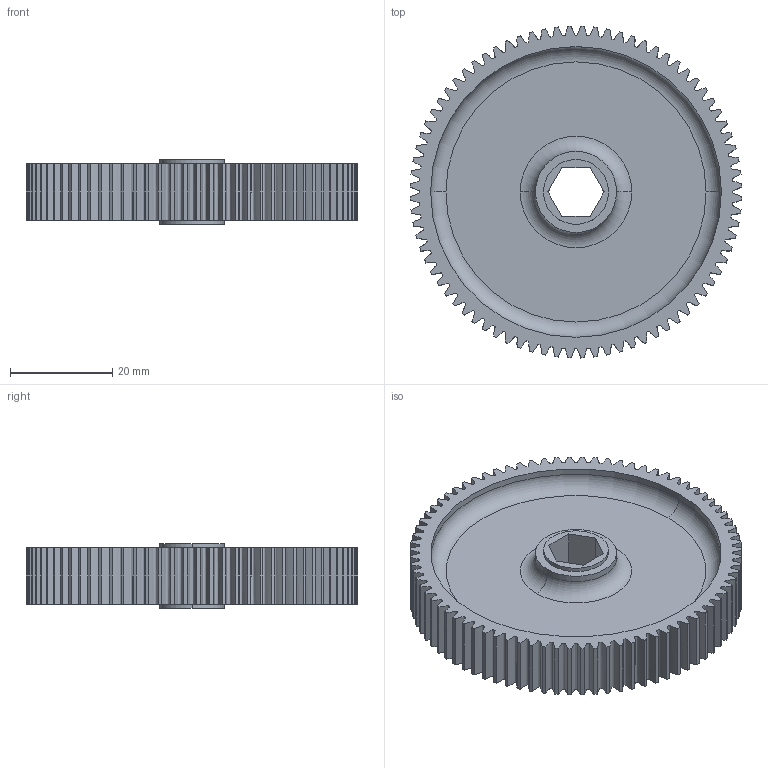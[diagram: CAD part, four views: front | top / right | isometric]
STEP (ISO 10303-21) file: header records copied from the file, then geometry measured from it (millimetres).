
FILE_DESCRIPTION (( 'STEP AP214' ), '1' );
FILE_NAME ('217-5868-STEP.STEP', '2017-07-10T20:33:56', ( '' ), ( '' ), 'SwSTEP 2.0', 'SolidWorks 2017', '' );
FILE_SCHEMA (( 'AUTOMOTIVE_DESIGN' ));
Length unit declared in the file: millimetre
Products named in the file (1): 217-5868-STEP
Bounding box: 65.06 x 65.06 x 12.7 mm (x, y, z)
Volume: 13273 mm3; surface area: 12385 mm2
Topology: 1 solids, 1 shells, 194 faces, 550 edges, 364 vertices
Faces by surface type: cylinder 92, bspline 80, plane 14, torus 8
Entity records: 27028 total; most frequent: CARTESIAN_POINT 22309, ORIENTED_EDGE 1100, DIRECTION 820, EDGE_CURVE 550, VERTEX_POINT 364, AXIS2_PLACEMENT_3D 315, EDGE_LOOP 202, CIRCLE 200
